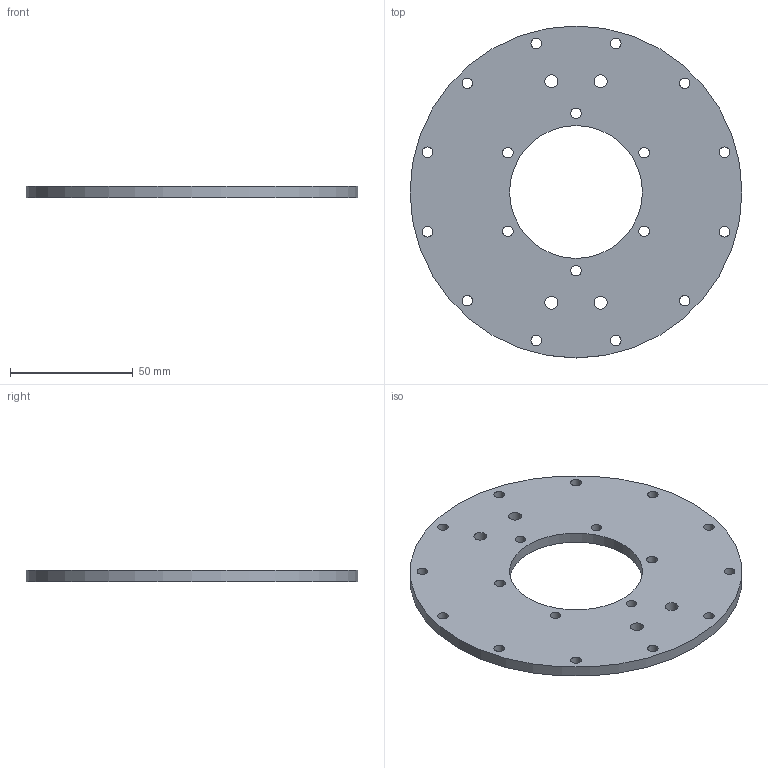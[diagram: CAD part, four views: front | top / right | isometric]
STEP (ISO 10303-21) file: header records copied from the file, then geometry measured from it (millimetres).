
FILE_DESCRIPTION(/* description */ (''),/* implementation_level */ '2;1');
FILE_NAME(/* name */ 'scara-plate1.stp',/* time_stamp */ '2021-10-15T12:16:41+09:00',/* author */ ('yuta0'),/* organization */ (''),/* preprocessor_version */ 'ST-DEVELOPER v18.1',/* originating_system */ 'Autodesk Inventor 2022',/* authorisation */ '');
FILE_SCHEMA (('AUTOMOTIVE_DESIGN { 1 0 10303 214 3 1 1 }'));
Length unit declared in the file: millimetre
Products named in the file (1): scara-plate1
Bounding box: 135 x 135 x 4.5 mm (x, y, z)
Volume: 52533.1 mm3; surface area: 27413.9 mm2
Topology: 1 solids, 1 shells, 26 faces, 72 edges, 48 vertices
Faces by surface type: cylinder 24, plane 2
Full cylindrical faces by diameter (mm): 4.3 x18, 5.3 x4, 54 x1, 135 x1
Entity records: 997 total; most frequent: DIRECTION 174, CARTESIAN_POINT 147, ORIENTED_EDGE 144, AXIS2_PLACEMENT_3D 75, EDGE_LOOP 72, EDGE_CURVE 72, CIRCLE 48, VERTEX_POINT 48
